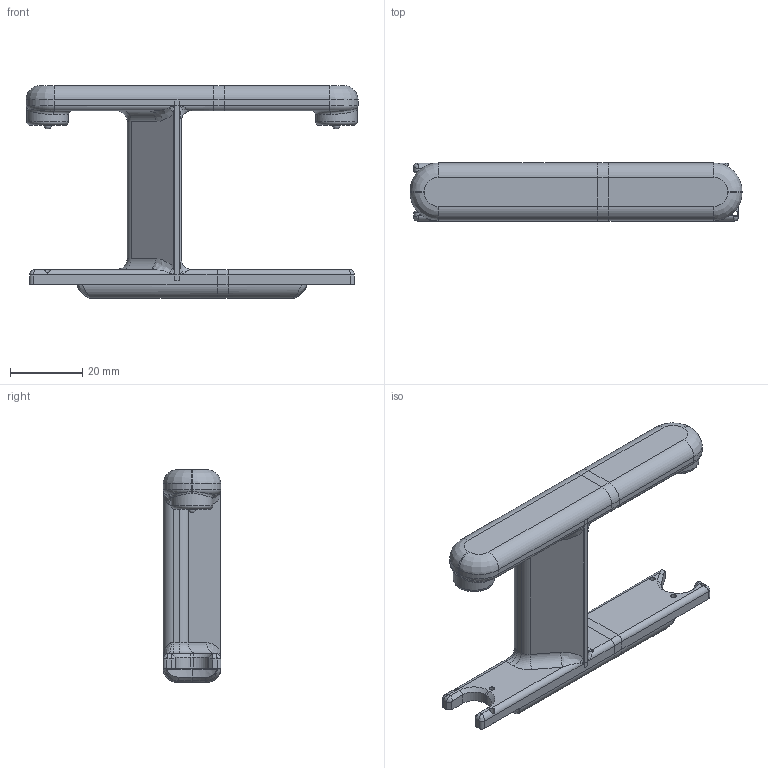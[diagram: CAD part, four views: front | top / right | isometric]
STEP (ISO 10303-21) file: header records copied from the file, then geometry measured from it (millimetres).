
FILE_DESCRIPTION(('FreeCAD Model'),'2;1');
FILE_NAME('femur.step', '2022-11-01T23:31:13',('Author'),(''), 'Open CASCADE STEP processor 7.3','FreeCAD','Unknown');
FILE_SCHEMA(('AUTOMOTIVE_DESIGN { 1 0 10303 214 1 1 1 1 }'));
Length unit declared in the file: millimetre
Products named in the file (1): femur-right
Bounding box: 92 x 16 x 59 mm (x, y, z)
Surface area: 9572.2 mm2 (no closed solid volume)
Topology: 0 solids, 1 shells, 233 faces, 557 edges, 305 vertices
Faces by surface type: cylinder 79, plane 69, bspline 43, torus 26, cone 10, revolution 6
Full cylindrical faces by diameter (mm): 1.5 x6, 2 x2, 11.5 x2
Entity records: 31701 total; most frequent: CARTESIAN_POINT 20008, DIRECTION 1673, ORIENTED_EDGE 1072, PCURVE 1072, DEFINITIONAL_REPRESENTATION 1072, LINE 919, VECTOR 919, EDGE_CURVE 542
